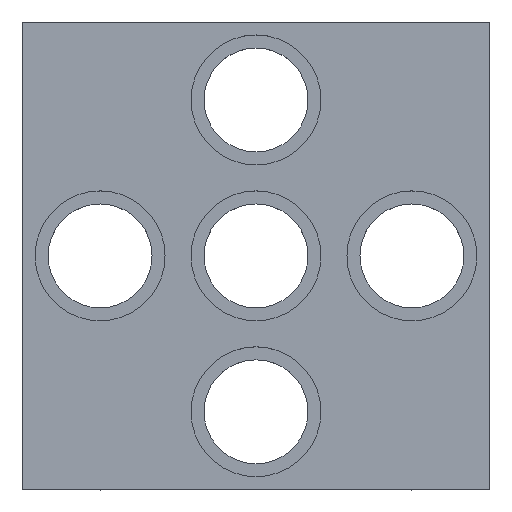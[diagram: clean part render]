
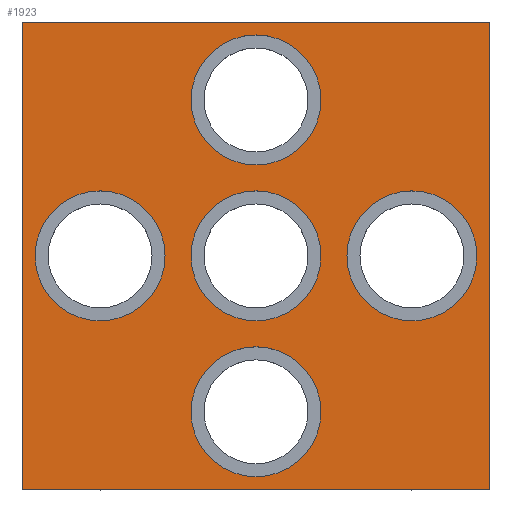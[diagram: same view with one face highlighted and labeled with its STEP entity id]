
A CAD part, top view. The second image highlights one B-rep face of the part: STEP entity #1923.
In plain terms, the highlighted planar face has unit normal (0, 0, 1).
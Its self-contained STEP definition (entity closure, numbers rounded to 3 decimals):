
#4 = VERTEX_POINT ( 'NONE', #2283 ) ;
#26 = EDGE_LOOP ( 'NONE', ( #2421, #72 ) ) ;
#33 = EDGE_LOOP ( 'NONE', ( #1139, #756 ) ) ;
#35 = CARTESIAN_POINT ( 'NONE',  ( 9., 9., 3. ) ) ;
#37 = EDGE_CURVE ( 'NONE', #2305, #1292, #922, .T. ) ;
#72 = ORIENTED_EDGE ( 'NONE', *, *, #1003, .T. ) ;
#139 = CARTESIAN_POINT ( 'NONE',  ( 0., -9., 3. ) ) ;
#149 = CARTESIAN_POINT ( 'NONE',  ( -2.5, 0., 3. ) ) ;
#156 = VERTEX_POINT ( 'NONE', #2253 ) ;
#181 = AXIS2_PLACEMENT_3D ( 'NONE', #619, #988, #1991 ) ;
#210 = ORIENTED_EDGE ( 'NONE', *, *, #1310, .T. ) ;
#217 = DIRECTION ( 'NONE',  ( -1., 0., 0. ) ) ;
#225 = AXIS2_PLACEMENT_3D ( 'NONE', #1114, #1924, #1473 ) ;
#231 = CARTESIAN_POINT ( 'NONE',  ( 0., 0., 3. ) ) ;
#256 = EDGE_CURVE ( 'NONE', #773, #1679, #1035, .T. ) ;
#274 = EDGE_CURVE ( 'NONE', #950, #2305, #1450, .T. ) ;
#280 = DIRECTION ( 'NONE',  ( 0., -1., 0. ) ) ;
#304 = VECTOR ( 'NONE', #280, 1000. ) ;
#309 = AXIS2_PLACEMENT_3D ( 'NONE', #781, #602, #1573 ) ;
#328 = DIRECTION ( 'NONE',  ( -1., 0., 0. ) ) ;
#336 = ORIENTED_EDGE ( 'NONE', *, *, #1610, .F. ) ;
#337 = DIRECTION ( 'NONE',  ( 0., 0., -1. ) ) ;
#343 = FACE_BOUND ( 'NONE', #1911, .T. ) ;
#372 = DIRECTION ( 'NONE',  ( 1., 0., 0. ) ) ;
#427 = EDGE_CURVE ( 'NONE', #1853, #1792, #1036, .T. ) ;
#455 = DIRECTION ( 'NONE',  ( 1., 0., 0. ) ) ;
#459 = ORIENTED_EDGE ( 'NONE', *, *, #274, .F. ) ;
#477 = EDGE_CURVE ( 'NONE', #2363, #842, #2510, .T. ) ;
#518 = ORIENTED_EDGE ( 'NONE', *, *, #2100, .T. ) ;
#529 = CARTESIAN_POINT ( 'NONE',  ( -6., 0., 3. ) ) ;
#541 = FACE_BOUND ( 'NONE', #2384, .T. ) ;
#558 = DIRECTION ( 'NONE',  ( 0., 0., -1. ) ) ;
#562 = FACE_BOUND ( 'NONE', #33, .T. ) ;
#602 = DIRECTION ( 'NONE',  ( 0., 0., -1. ) ) ;
#607 = CARTESIAN_POINT ( 'NONE',  ( 9., -9., 3. ) ) ;
#610 = CIRCLE ( 'NONE', #2084, 2.5 ) ;
#619 = CARTESIAN_POINT ( 'NONE',  ( 0., 0., 3. ) ) ;
#661 = CARTESIAN_POINT ( 'NONE',  ( 0., -6., 3. ) ) ;
#674 = AXIS2_PLACEMENT_3D ( 'NONE', #1418, #2208, #455 ) ;
#703 = ORIENTED_EDGE ( 'NONE', *, *, #740, .T. ) ;
#714 = DIRECTION ( 'NONE',  ( 0., 0., 1. ) ) ;
#724 = CARTESIAN_POINT ( 'NONE',  ( 0., -6., 3. ) ) ;
#734 = DIRECTION ( 'NONE',  ( -1., 0., 0. ) ) ;
#736 = EDGE_CURVE ( 'NONE', #1788, #156, #1121, .T. ) ;
#740 = EDGE_CURVE ( 'NONE', #2422, #1292, #1669, .T. ) ;
#756 = ORIENTED_EDGE ( 'NONE', *, *, #427, .F. ) ;
#761 = DIRECTION ( 'NONE',  ( 1., 0., 0. ) ) ;
#773 = VERTEX_POINT ( 'NONE', #899 ) ;
#781 = CARTESIAN_POINT ( 'NONE',  ( 6., 0., 3. ) ) ;
#822 = CARTESIAN_POINT ( 'NONE',  ( 0., 9., 3. ) ) ;
#825 = EDGE_CURVE ( 'NONE', #2201, #4, #1777, .T. ) ;
#833 = CIRCLE ( 'NONE', #1163, 2.5 ) ;
#842 = VERTEX_POINT ( 'NONE', #149 ) ;
#855 = CIRCLE ( 'NONE', #2289, 2.5 ) ;
#888 = EDGE_LOOP ( 'NONE', ( #2129, #336 ) ) ;
#899 = CARTESIAN_POINT ( 'NONE',  ( 2.5, -6., 3. ) ) ;
#922 = LINE ( 'NONE', #139, #1529 ) ;
#926 = CARTESIAN_POINT ( 'NONE',  ( 3.5, 0., 3. ) ) ;
#950 = VERTEX_POINT ( 'NONE', #35 ) ;
#951 = CARTESIAN_POINT ( 'NONE',  ( 0., 0., 3. ) ) ;
#988 = DIRECTION ( 'NONE',  ( 0., 0., 1. ) ) ;
#1003 = EDGE_CURVE ( 'NONE', #4, #2201, #1779, .T. ) ;
#1005 = DIRECTION ( 'NONE',  ( 1., 0., 0. ) ) ;
#1035 = CIRCLE ( 'NONE', #1642, 2.5 ) ;
#1036 = CIRCLE ( 'NONE', #2183, 2.5 ) ;
#1052 = CARTESIAN_POINT ( 'NONE',  ( -9., 9., 3. ) ) ;
#1087 = CARTESIAN_POINT ( 'NONE',  ( 2.5, 6., 3. ) ) ;
#1112 = EDGE_CURVE ( 'NONE', #1792, #1853, #1364, .T. ) ;
#1114 = CARTESIAN_POINT ( 'NONE',  ( -6., 0., 3. ) ) ;
#1121 = CIRCLE ( 'NONE', #225, 2.5 ) ;
#1139 = ORIENTED_EDGE ( 'NONE', *, *, #1112, .F. ) ;
#1163 = AXIS2_PLACEMENT_3D ( 'NONE', #724, #558, #1534 ) ;
#1240 = VECTOR ( 'NONE', #2067, 1000. ) ;
#1292 = VERTEX_POINT ( 'NONE', #2310 ) ;
#1310 = EDGE_CURVE ( 'NONE', #1679, #773, #833, .T. ) ;
#1359 = FACE_OUTER_BOUND ( 'NONE', #2218, .T. ) ;
#1364 = CIRCLE ( 'NONE', #674, 2.5 ) ;
#1418 = CARTESIAN_POINT ( 'NONE',  ( 0., 6., 3. ) ) ;
#1424 = ORIENTED_EDGE ( 'NONE', *, *, #37, .F. ) ;
#1428 = DIRECTION ( 'NONE',  ( 0., 0., 1. ) ) ;
#1437 = DIRECTION ( 'NONE',  ( 0., 0., -1. ) ) ;
#1450 = LINE ( 'NONE', #1849, #304 ) ;
#1473 = DIRECTION ( 'NONE',  ( 1., 0., 0. ) ) ;
#1501 = CARTESIAN_POINT ( 'NONE',  ( -3.5, 0., 3. ) ) ;
#1529 = VECTOR ( 'NONE', #734, 1000. ) ;
#1534 = DIRECTION ( 'NONE',  ( 1., 0., 0. ) ) ;
#1538 = FACE_BOUND ( 'NONE', #888, .T. ) ;
#1573 = DIRECTION ( 'NONE',  ( -1., 0., 0. ) ) ;
#1610 = EDGE_CURVE ( 'NONE', #842, #2363, #610, .T. ) ;
#1642 = AXIS2_PLACEMENT_3D ( 'NONE', #661, #1437, #2429 ) ;
#1669 = LINE ( 'NONE', #1909, #1240 ) ;
#1679 = VERTEX_POINT ( 'NONE', #1826 ) ;
#1717 = CARTESIAN_POINT ( 'NONE',  ( 6., 0., 3. ) ) ;
#1723 = ORIENTED_EDGE ( 'NONE', *, *, #2178, .F. ) ;
#1755 = VECTOR ( 'NONE', #217, 1000. ) ;
#1777 = CIRCLE ( 'NONE', #2105, 2.5 ) ;
#1779 = CIRCLE ( 'NONE', #309, 2.5 ) ;
#1788 = VERTEX_POINT ( 'NONE', #1501 ) ;
#1792 = VERTEX_POINT ( 'NONE', #1087 ) ;
#1826 = CARTESIAN_POINT ( 'NONE',  ( -2.5, -6., 3. ) ) ;
#1849 = CARTESIAN_POINT ( 'NONE',  ( 9., 0., 3. ) ) ;
#1853 = VERTEX_POINT ( 'NONE', #1890 ) ;
#1881 = ORIENTED_EDGE ( 'NONE', *, *, #256, .T. ) ;
#1890 = CARTESIAN_POINT ( 'NONE',  ( -2.5, 6., 3. ) ) ;
#1904 = DIRECTION ( 'NONE',  ( 0., 0., 1. ) ) ;
#1909 = CARTESIAN_POINT ( 'NONE',  ( -9., 0., 3. ) ) ;
#1911 = EDGE_LOOP ( 'NONE', ( #1881, #210 ) ) ;
#1921 = AXIS2_PLACEMENT_3D ( 'NONE', #951, #1904, #372 ) ;
#1923 = ADVANCED_FACE ( 'NONE', ( #541, #1538, #2315, #562, #1359, #343 ), #2300, .T. ) ;
#1924 = DIRECTION ( 'NONE',  ( 0., 0., 1. ) ) ;
#1991 = DIRECTION ( 'NONE',  ( 1., 0., 0. ) ) ;
#1992 = CARTESIAN_POINT ( 'NONE',  ( 2.5, 0., 3. ) ) ;
#2020 = LINE ( 'NONE', #822, #1755 ) ;
#2067 = DIRECTION ( 'NONE',  ( 0., -1., 0. ) ) ;
#2084 = AXIS2_PLACEMENT_3D ( 'NONE', #231, #1428, #1005 ) ;
#2100 = EDGE_CURVE ( 'NONE', #950, #2422, #2020, .T. ) ;
#2105 = AXIS2_PLACEMENT_3D ( 'NONE', #1717, #337, #328 ) ;
#2129 = ORIENTED_EDGE ( 'NONE', *, *, #477, .F. ) ;
#2136 = ORIENTED_EDGE ( 'NONE', *, *, #736, .F. ) ;
#2178 = EDGE_CURVE ( 'NONE', #156, #1788, #855, .T. ) ;
#2183 = AXIS2_PLACEMENT_3D ( 'NONE', #2312, #2276, #761 ) ;
#2201 = VERTEX_POINT ( 'NONE', #926 ) ;
#2208 = DIRECTION ( 'NONE',  ( 0., 0., 1. ) ) ;
#2218 = EDGE_LOOP ( 'NONE', ( #703, #1424, #459, #518 ) ) ;
#2253 = CARTESIAN_POINT ( 'NONE',  ( -8.5, 0., 3. ) ) ;
#2276 = DIRECTION ( 'NONE',  ( 0., 0., 1. ) ) ;
#2283 = CARTESIAN_POINT ( 'NONE',  ( 8.5, 0., 3. ) ) ;
#2288 = DIRECTION ( 'NONE',  ( 1., 0., 0. ) ) ;
#2289 = AXIS2_PLACEMENT_3D ( 'NONE', #529, #714, #2288 ) ;
#2300 = PLANE ( 'NONE',  #1921 ) ;
#2305 = VERTEX_POINT ( 'NONE', #607 ) ;
#2310 = CARTESIAN_POINT ( 'NONE',  ( -9., -9., 3. ) ) ;
#2312 = CARTESIAN_POINT ( 'NONE',  ( 0., 6., 3. ) ) ;
#2315 = FACE_BOUND ( 'NONE', #26, .T. ) ;
#2363 = VERTEX_POINT ( 'NONE', #1992 ) ;
#2384 = EDGE_LOOP ( 'NONE', ( #2136, #1723 ) ) ;
#2421 = ORIENTED_EDGE ( 'NONE', *, *, #825, .T. ) ;
#2422 = VERTEX_POINT ( 'NONE', #1052 ) ;
#2429 = DIRECTION ( 'NONE',  ( 1., 0., 0. ) ) ;
#2510 = CIRCLE ( 'NONE', #181, 2.5 ) ;
